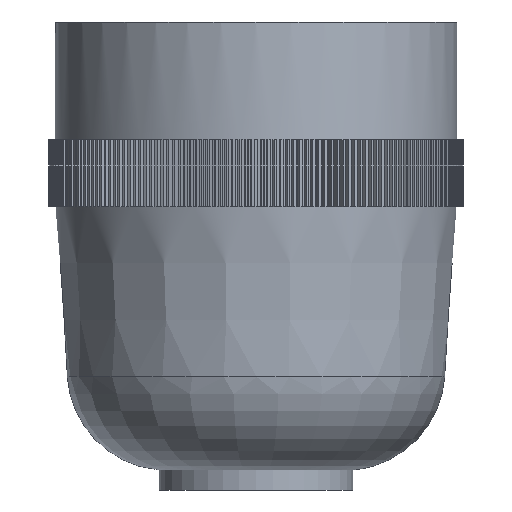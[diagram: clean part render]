
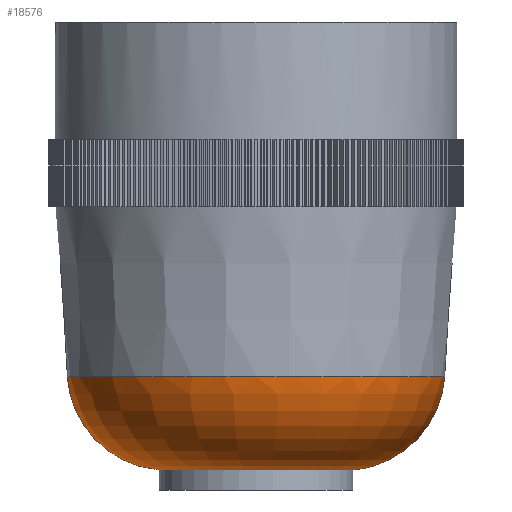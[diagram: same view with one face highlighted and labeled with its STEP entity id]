
A CAD part, front view. The second image highlights one B-rep face of the part: STEP entity #18576.
In plain terms, the highlighted toroidal (fillet/blend) face has major radius 6.627 mm and minor radius 7.5 mm.
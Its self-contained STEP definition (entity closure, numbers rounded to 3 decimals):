
#24=DEGENERATE_TOROIDAL_SURFACE('',#19718,6.627,7.5,
 .T.);
#4794=ORIENTED_EDGE('',*,*,#10219,.T.);
#4795=ORIENTED_EDGE('',*,*,#10218,.F.);
#10218=EDGE_CURVE('',#12966,#12966,#14618,.T.);
#10219=EDGE_CURVE('',#12967,#12967,#14619,.T.);
#12966=VERTEX_POINT('',#27393);
#12967=VERTEX_POINT('',#27396);
#14618=CIRCLE('',#19717,7.25);
#14619=CIRCLE('',#19719,14.108);
#15320=EDGE_LOOP('',(#4794));
#15321=EDGE_LOOP('',(#4795));
#16432=FACE_BOUND('',#15320,.T.);
#16433=FACE_BOUND('',#15321,.T.);
#18576=ADVANCED_FACE('',(#16432,#16433),#24,.T.);
#19717=AXIS2_PLACEMENT_3D('',#27392,#21737,#21738);
#19718=AXIS2_PLACEMENT_3D('',#27394,#21739,#21740);
#19719=AXIS2_PLACEMENT_3D('',#27395,#21741,#21742);
#21737=DIRECTION('',(0.,0.,-1.));
#21738=DIRECTION('',(1.,0.,0.));
#21739=DIRECTION('',(0.,0.,-1.));
#21740=DIRECTION('',(-1.,0.,0.));
#21741=DIRECTION('',(0.,0.,-1.));
#21742=DIRECTION('',(1.,0.,0.));
#27392=CARTESIAN_POINT('',(0.,0.,-32.9));
#27393=CARTESIAN_POINT('',(7.25,0.,-32.9));
#27394=CARTESIAN_POINT('',(0.,0.,-25.426));
#27395=CARTESIAN_POINT('',(0.,0.,-25.949));
#27396=CARTESIAN_POINT('',(14.108,0.,-25.949));
